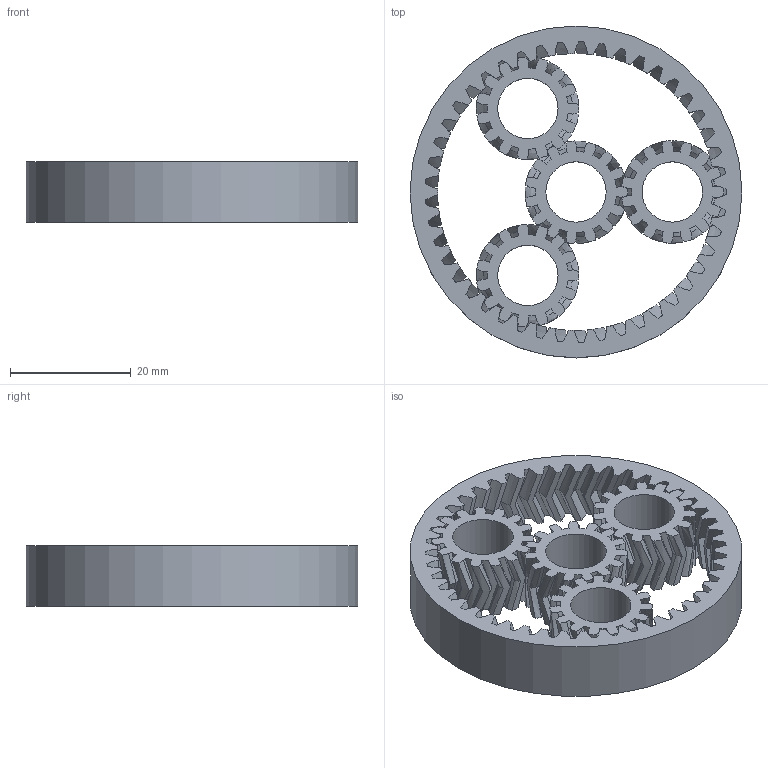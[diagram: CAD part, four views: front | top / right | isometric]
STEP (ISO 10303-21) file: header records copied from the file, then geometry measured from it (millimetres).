
FILE_DESCRIPTION(/* description */ (''),/* implementation_level */ '2;1');
FILE_NAME(/* name */ 'Planetry v2.step',/* time_stamp */ '2020-12-13T16:45:25+03:00',/* author */ (''),/* organization */ (''),/* preprocessor_version */ 'ST-DEVELOPER v18.1',/* originating_system */ 'Autodesk Translation Framework v9.7.1.1290',/* authorisation */ '');
FILE_SCHEMA (('AUTOMOTIVE_DESIGN { 1 0 10303 214 3 1 1 }'));
Length unit declared in the file: millimetre
Products named in the file (4): Planetry; Çevre; Healical Gear (15R@20.00); Healical Gear (15R@20.00) (1)
Assembly tree (5 placements, depth 2):
  Planetry
    Çevre
    Healical Gear (15R@20.00)  x3
    Healical Gear (15R@20.00) (1)
Bounding box: 55 x 55 x 10 mm (x, y, z)
Volume: 10061.2 mm3; surface area: 11648.3 mm2
Topology: 5 solids, 5 shells, 930 faces, 2550 edges, 1630 vertices
Faces by surface type: bspline 750, cylinder 170, plane 10
Full cylindrical faces by diameter (mm): 10 x4, 55 x1
Entity records: 43946 total; most frequent: CARTESIAN_POINT 32475, ORIENTED_EDGE 3408, EDGE_CURVE 1704, VERTEX_POINT 1086, DIRECTION 951, B_SPLINE_CURVE_WITH_KNOTS 690, EDGE_LOOP 630, FACE_OUTER_BOUND 624
